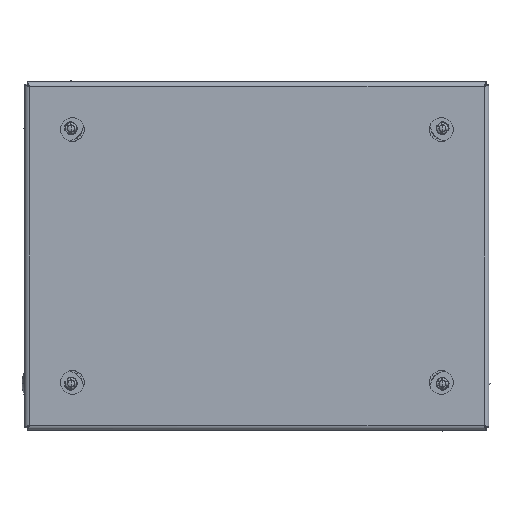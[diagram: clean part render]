
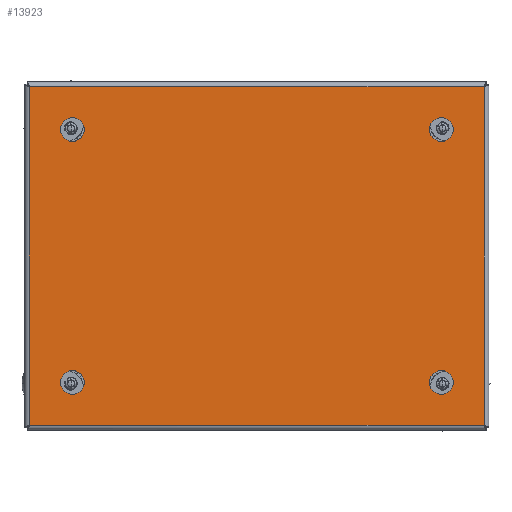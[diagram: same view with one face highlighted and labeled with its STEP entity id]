
A CAD part, front view. The second image highlights one B-rep face of the part: STEP entity #13923.
In plain terms, the highlighted planar face has unit normal (0, -1, 0).
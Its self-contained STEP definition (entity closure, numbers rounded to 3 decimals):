
#94=CARTESIAN_POINT('',(-98.,-57.45,73.));
#96=DIRECTION('',(0.,0.,-1.));
#97=VECTOR('',#96,146.);
#98=CARTESIAN_POINT('',(-98.,-57.45,73.));
#99=LINE('',#98,#97);
#100=CARTESIAN_POINT('',(-98.,-57.45,-73.));
#2800=DIRECTION('',(1.,0.,0.));
#2801=VECTOR('',#2800,196.);
#2802=CARTESIAN_POINT('',(-98.,-57.45,-73.));
#2803=LINE('',#2802,#2801);
#2870=DIRECTION('',(0.,0.,1.));
#2871=VECTOR('',#2870,146.);
#2872=CARTESIAN_POINT('',(98.,-57.45,-73.));
#2873=LINE('',#2872,#2871);
#2883=CARTESIAN_POINT('',(79.5,-57.45,-54.5));
#2884=DIRECTION('',(0.,1.,0.));
#2885=DIRECTION('',(-1.,0.,0.));
#2886=AXIS2_PLACEMENT_3D('',#2883,#2884,#2885);
#2888=CARTESIAN_POINT('',(79.5,-57.45,-54.5));
#2889=DIRECTION('',(0.,1.,0.));
#2890=DIRECTION('',(1.,0.,0.));
#2891=AXIS2_PLACEMENT_3D('',#2888,#2889,#2890);
#2893=CARTESIAN_POINT('',(-79.5,-57.45,-54.5));
#2894=DIRECTION('',(0.,1.,0.));
#2895=DIRECTION('',(-1.,0.,0.));
#2896=AXIS2_PLACEMENT_3D('',#2893,#2894,#2895);
#2898=CARTESIAN_POINT('',(-79.5,-57.45,-54.5));
#2899=DIRECTION('',(0.,1.,0.));
#2900=DIRECTION('',(1.,0.,0.));
#2901=AXIS2_PLACEMENT_3D('',#2898,#2899,#2900);
#2903=CARTESIAN_POINT('',(-79.5,-57.45,54.5));
#2904=DIRECTION('',(0.,1.,0.));
#2905=DIRECTION('',(-1.,0.,0.));
#2906=AXIS2_PLACEMENT_3D('',#2903,#2904,#2905);
#2908=CARTESIAN_POINT('',(-79.5,-57.45,54.5));
#2909=DIRECTION('',(0.,1.,0.));
#2910=DIRECTION('',(1.,0.,0.));
#2911=AXIS2_PLACEMENT_3D('',#2908,#2909,#2910);
#2913=CARTESIAN_POINT('',(79.5,-57.45,54.5));
#2914=DIRECTION('',(0.,1.,0.));
#2915=DIRECTION('',(-1.,0.,0.));
#2916=AXIS2_PLACEMENT_3D('',#2913,#2914,#2915);
#2918=CARTESIAN_POINT('',(79.5,-57.45,54.5));
#2919=DIRECTION('',(0.,1.,0.));
#2920=DIRECTION('',(1.,0.,0.));
#2921=AXIS2_PLACEMENT_3D('',#2918,#2919,#2920);
#2923=DIRECTION('',(-1.,0.,0.));
#2924=VECTOR('',#2923,196.);
#2925=CARTESIAN_POINT('',(98.,-57.45,73.));
#2926=LINE('',#2925,#2924);
#8654=VERTEX_POINT('',#100);
#8656=VERTEX_POINT('',#94);
#8768=CARTESIAN_POINT('',(98.,-57.45,-73.));
#8769=VERTEX_POINT('',#8768);
#8770=CARTESIAN_POINT('',(98.,-57.45,73.));
#8771=VERTEX_POINT('',#8770);
#8772=CARTESIAN_POINT('',(74.35,-57.45,-54.5));
#8773=CARTESIAN_POINT('',(84.65,-57.45,-54.5));
#8774=VERTEX_POINT('',#8772);
#8775=VERTEX_POINT('',#8773);
#8776=CARTESIAN_POINT('',(-84.65,-57.45,-54.5));
#8777=CARTESIAN_POINT('',(-74.35,-57.45,-54.5));
#8778=VERTEX_POINT('',#8776);
#8779=VERTEX_POINT('',#8777);
#8780=CARTESIAN_POINT('',(-84.65,-57.45,54.5));
#8781=CARTESIAN_POINT('',(-74.35,-57.45,54.5));
#8782=VERTEX_POINT('',#8780);
#8783=VERTEX_POINT('',#8781);
#8784=CARTESIAN_POINT('',(74.35,-57.45,54.5));
#8785=CARTESIAN_POINT('',(84.65,-57.45,54.5));
#8786=VERTEX_POINT('',#8784);
#8787=VERTEX_POINT('',#8785);
#13887=CARTESIAN_POINT('',(0.,-57.45,0.));
#13888=DIRECTION('',(0.,1.,0.));
#13889=DIRECTION('',(0.,0.,-1.));
#13890=AXIS2_PLACEMENT_3D('',#13887,#13888,#13889);
#13891=PLANE('',#13890);
#13892=ORIENTED_EDGE('',*,*,#10581,.F.);
#13894=ORIENTED_EDGE('',*,*,#13893,.F.);
#13895=ORIENTED_EDGE('',*,*,#13880,.F.);
#13896=ORIENTED_EDGE('',*,*,#13702,.F.);
#13897=EDGE_LOOP('',(#13892,#13894,#13895,#13896));
#13898=FACE_OUTER_BOUND('',#13897,.F.);
#13900=ORIENTED_EDGE('',*,*,#13899,.F.);
#13902=ORIENTED_EDGE('',*,*,#13901,.F.);
#13903=EDGE_LOOP('',(#13900,#13902));
#13904=FACE_BOUND('',#13903,.F.);
#13906=ORIENTED_EDGE('',*,*,#13905,.F.);
#13908=ORIENTED_EDGE('',*,*,#13907,.F.);
#13909=EDGE_LOOP('',(#13906,#13908));
#13910=FACE_BOUND('',#13909,.F.);
#13912=ORIENTED_EDGE('',*,*,#13911,.F.);
#13914=ORIENTED_EDGE('',*,*,#13913,.F.);
#13915=EDGE_LOOP('',(#13912,#13914));
#13916=FACE_BOUND('',#13915,.F.);
#13918=ORIENTED_EDGE('',*,*,#13917,.F.);
#13920=ORIENTED_EDGE('',*,*,#13919,.F.);
#13921=EDGE_LOOP('',(#13918,#13920));
#13922=FACE_BOUND('',#13921,.F.);
#13923=ADVANCED_FACE('',(#13898,#13904,#13910,#13916,#13922),#13891,.F.);
#2887=CIRCLE('',#2886,5.15);
#2892=CIRCLE('',#2891,5.15);
#2897=CIRCLE('',#2896,5.15);
#2902=CIRCLE('',#2901,5.15);
#2907=CIRCLE('',#2906,5.15);
#2912=CIRCLE('',#2911,5.15);
#2917=CIRCLE('',#2916,5.15);
#2922=CIRCLE('',#2921,5.15);
#10581=EDGE_CURVE('',#8656,#8654,#99,.T.);
#13702=EDGE_CURVE('',#8654,#8769,#2803,.T.);
#13880=EDGE_CURVE('',#8769,#8771,#2873,.T.);
#13893=EDGE_CURVE('',#8771,#8656,#2926,.T.);
#13899=EDGE_CURVE('',#8774,#8775,#2887,.T.);
#13901=EDGE_CURVE('',#8775,#8774,#2892,.T.);
#13905=EDGE_CURVE('',#8778,#8779,#2897,.T.);
#13907=EDGE_CURVE('',#8779,#8778,#2902,.T.);
#13911=EDGE_CURVE('',#8782,#8783,#2907,.T.);
#13913=EDGE_CURVE('',#8783,#8782,#2912,.T.);
#13917=EDGE_CURVE('',#8786,#8787,#2917,.T.);
#13919=EDGE_CURVE('',#8787,#8786,#2922,.T.);
